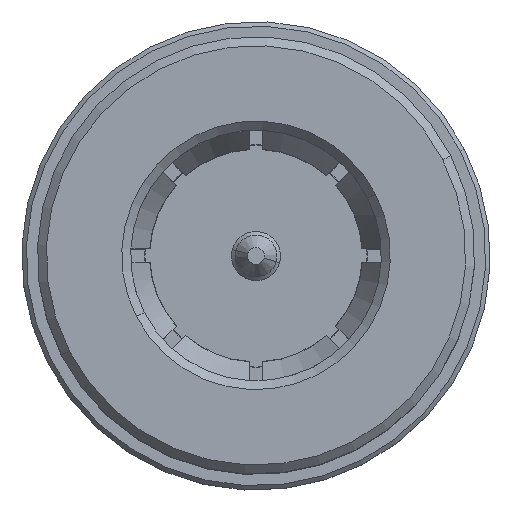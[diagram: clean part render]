
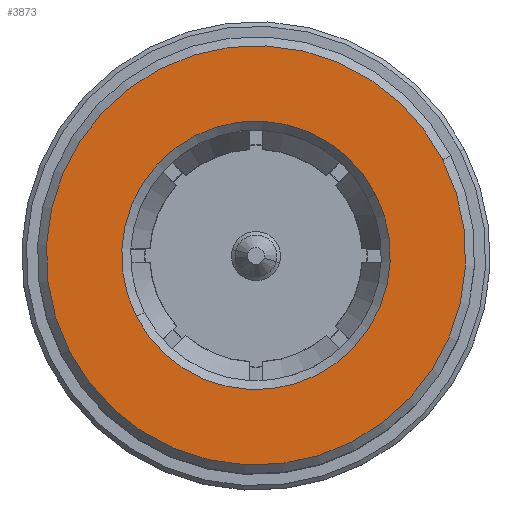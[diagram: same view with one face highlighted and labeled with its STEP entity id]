
A CAD part, top view. The second image highlights one B-rep face of the part: STEP entity #3873.
In plain terms, the highlighted planar face has unit normal (0, 0, 1).
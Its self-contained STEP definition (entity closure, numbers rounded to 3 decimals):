
#13 = VERTEX_POINT ( 'NONE', #7236 ) ;
#324 = CARTESIAN_POINT ( 'NONE',  ( 0., 0., 2.85 ) ) ;
#428 = FACE_OUTER_BOUND ( 'NONE', #7204, .T. ) ;
#957 = DIRECTION ( 'NONE',  ( 0.89, 0.455, 0. ) ) ;
#1338 = ORIENTED_EDGE ( 'NONE', *, *, #2464, .T. ) ;
#1646 = VERTEX_POINT ( 'NONE', #3751 ) ;
#1872 = CIRCLE ( 'NONE', #7721, 4.7 ) ;
#1997 = DIRECTION ( 'NONE',  ( 0., 0., 1. ) ) ;
#2018 = CARTESIAN_POINT ( 'NONE',  ( 0., 0., 2.85 ) ) ;
#2045 = EDGE_CURVE ( 'NONE', #13, #7391, #2698, .T. ) ;
#2189 = AXIS2_PLACEMENT_3D ( 'NONE', #5854, #1997, #6514 ) ;
#2210 = AXIS2_PLACEMENT_3D ( 'NONE', #324, #4808, #957 ) ;
#2464 = EDGE_CURVE ( 'NONE', #7391, #13, #1872, .T. ) ;
#2654 = DIRECTION ( 'NONE',  ( 0.89, 0.455, 0. ) ) ;
#2698 = CIRCLE ( 'NONE', #6929, 4.7 ) ;
#2755 = EDGE_CURVE ( 'NONE', #1646, #6745, #8208, .T. ) ;
#3063 = CARTESIAN_POINT ( 'NONE',  ( 4.184, 2.141, 2.85 ) ) ;
#3181 = ORIENTED_EDGE ( 'NONE', *, *, #2045, .T. ) ;
#3589 = CARTESIAN_POINT ( 'NONE',  ( 0., 0., 2.85 ) ) ;
#3705 = DIRECTION ( 'NONE',  ( 0., 0., 1. ) ) ;
#3751 = CARTESIAN_POINT ( 'NONE',  ( -2.68, -1.371, 2.85 ) ) ;
#3873 = ADVANCED_FACE ( 'NONE', ( #7091, #428 ), #7127, .T. ) ;
#4037 = CARTESIAN_POINT ( 'NONE',  ( 2.68, 1.371, 2.85 ) ) ;
#4239 = DIRECTION ( 'NONE',  ( 0.89, 0.455, 0. ) ) ;
#4252 = EDGE_LOOP ( 'NONE', ( #7605, #6734 ) ) ;
#4808 = DIRECTION ( 'NONE',  ( 0., 0., -1. ) ) ;
#5854 = CARTESIAN_POINT ( 'NONE',  ( -1.28, 2.502, 2.85 ) ) ;
#6251 = AXIS2_PLACEMENT_3D ( 'NONE', #3589, #8119, #4239 ) ;
#6401 = EDGE_CURVE ( 'NONE', #6745, #1646, #6917, .T. ) ;
#6514 = DIRECTION ( 'NONE',  ( 0.89, 0.455, 0. ) ) ;
#6537 = DIRECTION ( 'NONE',  ( 0., 0., 1. ) ) ;
#6734 = ORIENTED_EDGE ( 'NONE', *, *, #2755, .T. ) ;
#6745 = VERTEX_POINT ( 'NONE', #4037 ) ;
#6917 = CIRCLE ( 'NONE', #2210, 3.01 ) ;
#6929 = AXIS2_PLACEMENT_3D ( 'NONE', #2018, #6537, #2654 ) ;
#7091 = FACE_BOUND ( 'NONE', #4252, .T. ) ;
#7127 = PLANE ( 'NONE',  #2189 ) ;
#7204 = EDGE_LOOP ( 'NONE', ( #3181, #1338 ) ) ;
#7236 = CARTESIAN_POINT ( 'NONE',  ( -4.184, -2.141, 2.85 ) ) ;
#7391 = VERTEX_POINT ( 'NONE', #3063 ) ;
#7585 = CARTESIAN_POINT ( 'NONE',  ( 0., 0., 2.85 ) ) ;
#7605 = ORIENTED_EDGE ( 'NONE', *, *, #6401, .T. ) ;
#7721 = AXIS2_PLACEMENT_3D ( 'NONE', #7585, #3705, #8232 ) ;
#8119 = DIRECTION ( 'NONE',  ( 0., 0., -1. ) ) ;
#8208 = CIRCLE ( 'NONE', #6251, 3.01 ) ;
#8232 = DIRECTION ( 'NONE',  ( 0.89, 0.455, 0. ) ) ;
